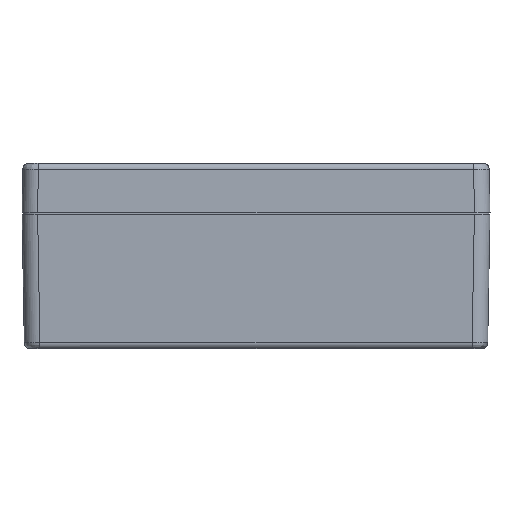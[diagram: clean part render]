
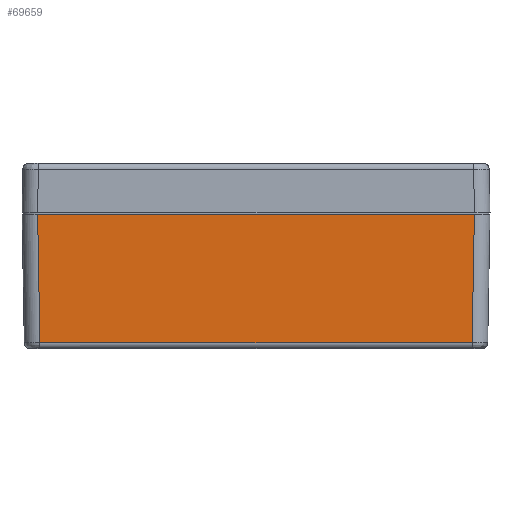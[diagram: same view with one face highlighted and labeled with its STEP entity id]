
A CAD part, left-side view. The second image highlights one B-rep face of the part: STEP entity #69659.
In plain terms, the highlighted planar face has unit normal (-1, 0, -0.018).
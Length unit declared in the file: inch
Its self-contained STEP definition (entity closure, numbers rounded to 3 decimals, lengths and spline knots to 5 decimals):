
#673 = ORIENTED_EDGE ( 'NONE', *, *, #51190, .T. ) ;
#15929 = DIRECTION ( 'NONE',  ( -1., 0., -0.017 ) ) ;
#16916 = EDGE_LOOP ( 'NONE', ( #50898, #18743, #107673, #673 ) ) ;
#17802 = CARTESIAN_POINT ( 'NONE',  ( -5.85943, 2.3622, -2.63986 ) ) ;
#18743 = ORIENTED_EDGE ( 'NONE', *, *, #51624, .F. ) ;
#23628 = DIRECTION ( 'NONE',  ( 0.017, 0.017, -1. ) ) ;
#31700 = VECTOR ( 'NONE', #42482, 39.37008 ) ;
#38172 = CARTESIAN_POINT ( 'NONE',  ( -5.90482, -4.40881, -0.03937 ) ) ;
#39721 = DIRECTION ( 'NONE',  ( 0.017, -0.017, -1. ) ) ;
#42482 = DIRECTION ( 'NONE',  ( 0., 1., 0. ) ) ;
#43369 = LINE ( 'NONE', #63770, #73649 ) ;
#44281 = VERTEX_POINT ( 'NONE', #71105 ) ;
#45156 = LINE ( 'NONE', #52696, #31700 ) ;
#50898 = ORIENTED_EDGE ( 'NONE', *, *, #51454, .F. ) ;
#51190 = EDGE_CURVE ( 'NONE', #65157, #44281, #132266, .T. ) ;
#51454 = EDGE_CURVE ( 'NONE', #89927, #44281, #100122, .T. ) ;
#51624 = EDGE_CURVE ( 'NONE', #69166, #89927, #43369, .T. ) ;
#52696 = CARTESIAN_POINT ( 'NONE',  ( -5.90482, 4.72441, -0.03937 ) ) ;
#59436 = DIRECTION ( 'NONE',  ( -0.017, 0., 1. ) ) ;
#59857 = EDGE_CURVE ( 'NONE', #69166, #65157, #45156, .T. ) ;
#63770 = CARTESIAN_POINT ( 'NONE',  ( -5.90417, -4.40815, -0.07692 ) ) ;
#65157 = VERTEX_POINT ( 'NONE', #93369 ) ;
#65913 = CARTESIAN_POINT ( 'NONE',  ( -5.85943, -4.36342, -2.63986 ) ) ;
#69166 = VERTEX_POINT ( 'NONE', #38172 ) ;
#69659 = ADVANCED_FACE ( 'NONE', ( #119359 ), #79168, .T. ) ;
#71105 = CARTESIAN_POINT ( 'NONE',  ( -5.85943, 4.36342, -2.63986 ) ) ;
#73649 = VECTOR ( 'NONE', #23628, 39.37008 ) ;
#79168 = PLANE ( 'NONE',  #100309 ) ;
#80173 = VECTOR ( 'NONE', #39721, 39.37008 ) ;
#89927 = VERTEX_POINT ( 'NONE', #65913 ) ;
#93369 = CARTESIAN_POINT ( 'NONE',  ( -5.90482, 4.40881, -0.03937 ) ) ;
#100122 = LINE ( 'NONE', #17802, #101977 ) ;
#100309 = AXIS2_PLACEMENT_3D ( 'NONE', #109128, #15929, #59436 ) ;
#101977 = VECTOR ( 'NONE', #131418, 39.37008 ) ;
#102982 = CARTESIAN_POINT ( 'NONE',  ( -5.90482, 4.40881, -0.03937 ) ) ;
#107673 = ORIENTED_EDGE ( 'NONE', *, *, #59857, .T. ) ;
#109128 = CARTESIAN_POINT ( 'NONE',  ( -5.90551, 4.72441, 0. ) ) ;
#119359 = FACE_OUTER_BOUND ( 'NONE', #16916, .T. ) ;
#131418 = DIRECTION ( 'NONE',  ( 0., 1., 0. ) ) ;
#132266 = LINE ( 'NONE', #102982, #80173 ) ;
